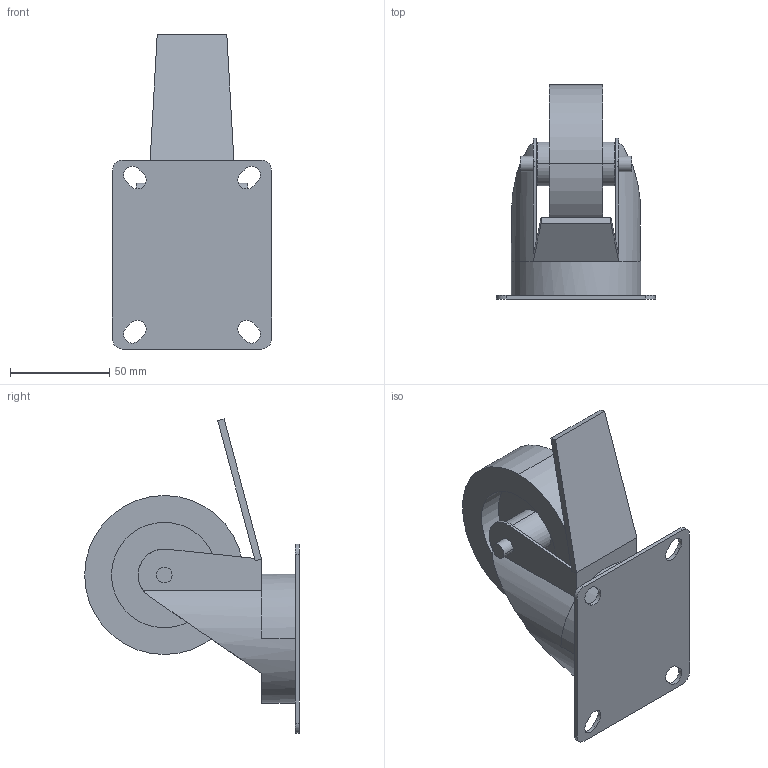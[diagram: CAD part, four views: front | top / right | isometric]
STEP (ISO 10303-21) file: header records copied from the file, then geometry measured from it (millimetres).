
FILE_DESCRIPTION((''),'2;1');
FILE_NAME('12036_KOLO_VRTLJIVO_FI-80_ZZP_ASM','2022-09-19T07:09:01',('PredragRovcanin'),('Audax d.o.o.'),'CREO PARAMETRIC BY PTC INC, 2020281','CREO PARAMETRIC BY PTC INC, 2020281','');
FILE_SCHEMA(('AP242_MANAGED_MODEL_BASED_3D_ENGINEERING_MIM_LF { 1 0 10303 442 1 1 4 }'));
Length unit declared in the file: millimetre
Products named in the file (3): 12036_KOLO_VRTLJIVO_FI-80_ZZP_A; 12036_KOLO_VRTLJIVO_FI-80_ZZP_B; 12036_KOLO_VRTLJIVO_FI-80_ZZP_ASM
Assembly tree (2 placements, depth 2):
  12036_KOLO_VRTLJIVO_FI-80_ZZP_ASM
    12036_KOLO_VRTLJIVO_FI-80_ZZP_A
    12036_KOLO_VRTLJIVO_FI-80_ZZP_B
Bounding box: 80 x 108 x 158.01 mm (x, y, z)
Volume: 134519.9 mm3; surface area: 63527.9 mm2
Topology: 2 solids, 2 shells, 83 faces, 217 edges, 155 vertices
Faces by surface type: plane 45, cylinder 38
Entity records: 4515 total; most frequent: CARTESIAN_POINT 508, DIRECTION 474, ORIENTED_EDGE 416, COLOUR_RGB 320, PRESENTATION_STYLE_ASSIGNMENT 304, STYLED_ITEM 304, CURVE_STYLE 219, EDGE_CURVE 208
